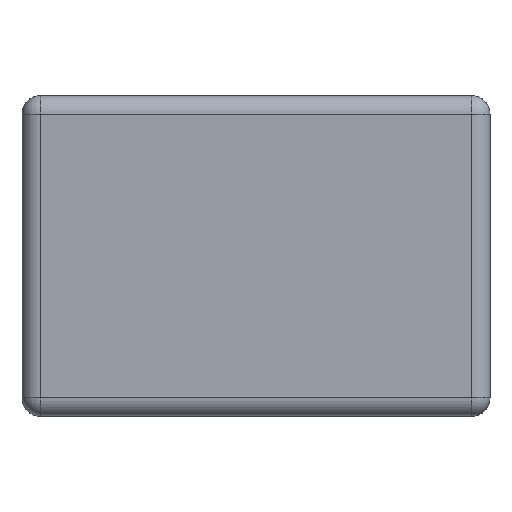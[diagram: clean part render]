
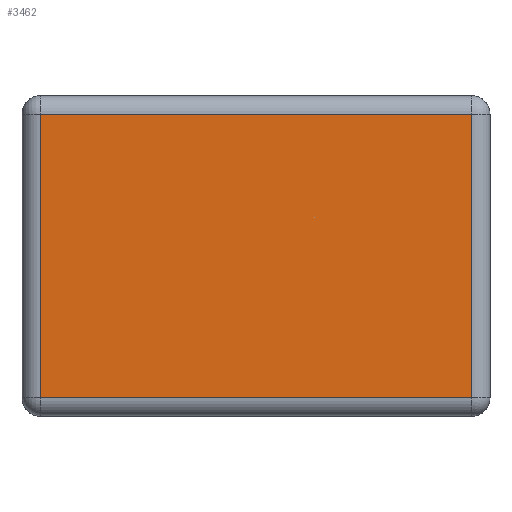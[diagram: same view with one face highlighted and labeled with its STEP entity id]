
A CAD part, left-side view. The second image highlights one B-rep face of the part: STEP entity #3462.
In plain terms, the highlighted planar face has unit normal (-1, 0, 0).
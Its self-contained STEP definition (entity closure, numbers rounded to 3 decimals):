
#208 = DIRECTION ( 'NONE',  ( 1., 0., 0. ) ) ;
#399 = VECTOR ( 'NONE', #4007, 1000. ) ;
#417 = CARTESIAN_POINT ( 'NONE',  ( -1.01, 0.635, 0.82 ) ) ;
#428 = DIRECTION ( 'NONE',  ( 0., 1., 0. ) ) ;
#461 = VERTEX_POINT ( 'NONE', #3674 ) ;
#574 = VERTEX_POINT ( 'NONE', #1037 ) ;
#763 = ORIENTED_EDGE ( 'NONE', *, *, #1290, .T. ) ;
#799 = CARTESIAN_POINT ( 'NONE',  ( -1.01, -0.635, 0.05 ) ) ;
#937 = VERTEX_POINT ( 'NONE', #3688 ) ;
#955 = VECTOR ( 'NONE', #2925, 1000. ) ;
#967 = VECTOR ( 'NONE', #1090, 1000. ) ;
#1037 = CARTESIAN_POINT ( 'NONE',  ( -1.01, -0.585, 0.82 ) ) ;
#1090 = DIRECTION ( 'NONE',  ( 0., 0., 1. ) ) ;
#1290 = EDGE_CURVE ( 'NONE', #937, #4148, #3278, .T. ) ;
#1301 = LINE ( 'NONE', #2359, #399 ) ;
#1312 = AXIS2_PLACEMENT_3D ( 'NONE', #1670, #208, #2280 ) ;
#1670 = CARTESIAN_POINT ( 'NONE',  ( -1.01, 0.635, 0.87 ) ) ;
#1871 = CARTESIAN_POINT ( 'NONE',  ( -1.01, -0.585, 0.05 ) ) ;
#1961 = VECTOR ( 'NONE', #428, 1000. ) ;
#2067 = LINE ( 'NONE', #417, #1961 ) ;
#2280 = DIRECTION ( 'NONE',  ( 0., 0., -1. ) ) ;
#2359 = CARTESIAN_POINT ( 'NONE',  ( -1.01, 0.585, 0.87 ) ) ;
#2428 = LINE ( 'NONE', #3840, #967 ) ;
#2535 = PLANE ( 'NONE',  #1312 ) ;
#2614 = EDGE_CURVE ( 'NONE', #461, #937, #1301, .T. ) ;
#2785 = EDGE_CURVE ( 'NONE', #574, #461, #2067, .T. ) ;
#2903 = EDGE_LOOP ( 'NONE', ( #3459, #4288, #763, #3302 ) ) ;
#2925 = DIRECTION ( 'NONE',  ( 0., -1., 0. ) ) ;
#3278 = LINE ( 'NONE', #799, #955 ) ;
#3302 = ORIENTED_EDGE ( 'NONE', *, *, #3644, .T. ) ;
#3459 = ORIENTED_EDGE ( 'NONE', *, *, #2785, .T. ) ;
#3462 = ADVANCED_FACE ( 'NONE', ( #4343 ), #2535, .F. ) ;
#3644 = EDGE_CURVE ( 'NONE', #4148, #574, #2428, .T. ) ;
#3674 = CARTESIAN_POINT ( 'NONE',  ( -1.01, 0.585, 0.82 ) ) ;
#3688 = CARTESIAN_POINT ( 'NONE',  ( -1.01, 0.585, 0.05 ) ) ;
#3840 = CARTESIAN_POINT ( 'NONE',  ( -1.01, -0.585, 0.87 ) ) ;
#4007 = DIRECTION ( 'NONE',  ( 0., 0., -1. ) ) ;
#4148 = VERTEX_POINT ( 'NONE', #1871 ) ;
#4288 = ORIENTED_EDGE ( 'NONE', *, *, #2614, .T. ) ;
#4343 = FACE_OUTER_BOUND ( 'NONE', #2903, .T. ) ;
